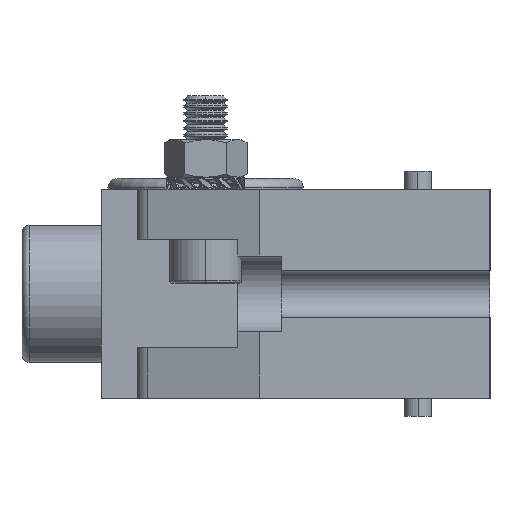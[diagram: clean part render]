
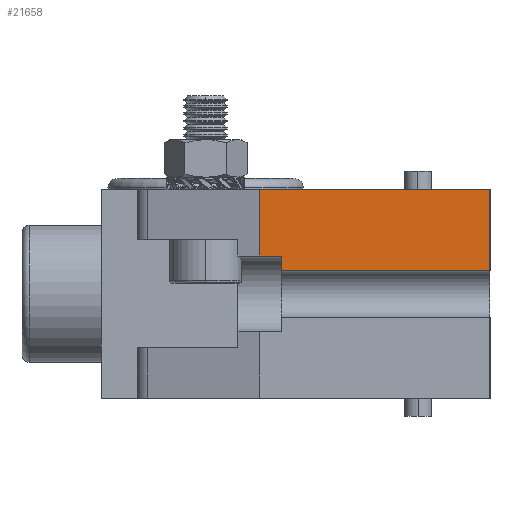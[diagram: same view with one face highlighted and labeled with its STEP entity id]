
A CAD part, left-side view. The second image highlights one B-rep face of the part: STEP entity #21658.
In plain terms, the highlighted planar face has unit normal (-1, 0, 0).
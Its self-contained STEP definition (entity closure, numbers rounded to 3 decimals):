
#2172 = VERTEX_POINT ( 'NONE', #14747 ) ;
#2673 = ORIENTED_EDGE ( 'NONE', *, *, #33182, .F. ) ;
#2870 = CARTESIAN_POINT ( 'NONE',  ( -60., 5., 14.5 ) ) ;
#8523 = VERTEX_POINT ( 'NONE', #45844 ) ;
#10286 = DIRECTION ( 'NONE',  ( 0., 0., 1. ) ) ;
#13883 = LINE ( 'NONE', #89388, #32352 ) ;
#14747 = CARTESIAN_POINT ( 'NONE',  ( -60., -27., 3.25 ) ) ;
#15083 = ORIENTED_EDGE ( 'NONE', *, *, #73410, .F. ) ;
#17056 = ORIENTED_EDGE ( 'NONE', *, *, #49280, .F. ) ;
#17510 = CARTESIAN_POINT ( 'NONE',  ( -60., -27., 14.5 ) ) ;
#18847 = DIRECTION ( 'NONE',  ( 0., 1., 0. ) ) ;
#19206 = PLANE ( 'NONE',  #63430 ) ;
#20103 = DIRECTION ( 'NONE',  ( 0., 1., 0. ) ) ;
#21658 = ADVANCED_FACE ( 'NONE', ( #76668 ), #19206, .F. ) ;
#21857 = VERTEX_POINT ( 'NONE', #100718 ) ;
#24703 = VERTEX_POINT ( 'NONE', #2870 ) ;
#24777 = DIRECTION ( 'NONE',  ( 0., 0., 1. ) ) ;
#27165 = CARTESIAN_POINT ( 'NONE',  ( -60., -27., 14.5 ) ) ;
#30198 = LINE ( 'NONE', #73714, #48508 ) ;
#30500 = EDGE_LOOP ( 'NONE', ( #15083, #70753, #48703, #17056, #2673, #54343 ) ) ;
#31201 = VERTEX_POINT ( 'NONE', #17510 ) ;
#32352 = VECTOR ( 'NONE', #42328, 1000. ) ;
#33182 = EDGE_CURVE ( 'NONE', #31201, #2172, #88525, .T. ) ;
#33612 = CARTESIAN_POINT ( 'NONE',  ( -60., 5., -32.1 ) ) ;
#35101 = LINE ( 'NONE', #79544, #79271 ) ;
#42328 = DIRECTION ( 'NONE',  ( 0., -1., 0. ) ) ;
#42451 = VERTEX_POINT ( 'NONE', #42811 ) ;
#42811 = CARTESIAN_POINT ( 'NONE',  ( -60., 5., 5.25 ) ) ;
#44231 = VECTOR ( 'NONE', #73603, 1000. ) ;
#45844 = CARTESIAN_POINT ( 'NONE',  ( -60., 2., 5.25 ) ) ;
#47381 = VECTOR ( 'NONE', #10286, 1000. ) ;
#48508 = VECTOR ( 'NONE', #18847, 1000. ) ;
#48703 = ORIENTED_EDGE ( 'NONE', *, *, #49157, .F. ) ;
#49157 = EDGE_CURVE ( 'NONE', #21857, #8523, #35101, .T. ) ;
#49280 = EDGE_CURVE ( 'NONE', #2172, #21857, #30198, .T. ) ;
#52607 = VECTOR ( 'NONE', #20103, 1000. ) ;
#54343 = ORIENTED_EDGE ( 'NONE', *, *, #101411, .F. ) ;
#58267 = DIRECTION ( 'NONE',  ( 1., 0., 0. ) ) ;
#58827 = CARTESIAN_POINT ( 'NONE',  ( -60., 2., 5.25 ) ) ;
#63430 = AXIS2_PLACEMENT_3D ( 'NONE', #27165, #58267, #89873 ) ;
#68622 = LINE ( 'NONE', #58827, #52607 ) ;
#70753 = ORIENTED_EDGE ( 'NONE', *, *, #71143, .F. ) ;
#71143 = EDGE_CURVE ( 'NONE', #8523, #42451, #68622, .T. ) ;
#73410 = EDGE_CURVE ( 'NONE', #42451, #24703, #86766, .T. ) ;
#73603 = DIRECTION ( 'NONE',  ( 0., 0., -1. ) ) ;
#73714 = CARTESIAN_POINT ( 'NONE',  ( -60., -42.435, 3.25 ) ) ;
#76668 = FACE_OUTER_BOUND ( 'NONE', #30500, .T. ) ;
#79271 = VECTOR ( 'NONE', #24777, 1000. ) ;
#79544 = CARTESIAN_POINT ( 'NONE',  ( -60., 2., 14.5 ) ) ;
#86766 = LINE ( 'NONE', #33612, #47381 ) ;
#88525 = LINE ( 'NONE', #97256, #44231 ) ;
#89388 = CARTESIAN_POINT ( 'NONE',  ( -60., -27., 14.5 ) ) ;
#89873 = DIRECTION ( 'NONE',  ( 0., 0., -1. ) ) ;
#97256 = CARTESIAN_POINT ( 'NONE',  ( -60., -27., 14.5 ) ) ;
#100718 = CARTESIAN_POINT ( 'NONE',  ( -60., 2., 3.25 ) ) ;
#101411 = EDGE_CURVE ( 'NONE', #24703, #31201, #13883, .T. ) ;
